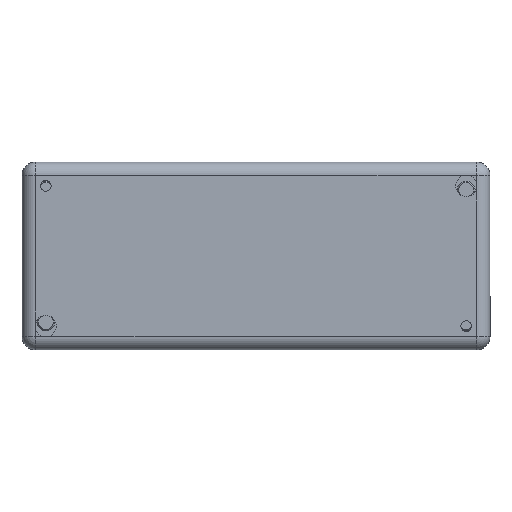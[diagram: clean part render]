
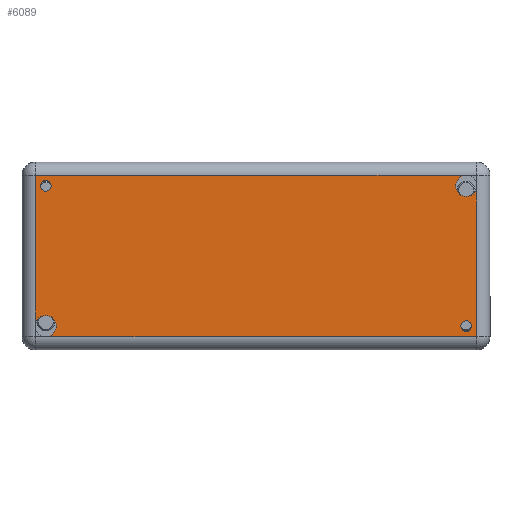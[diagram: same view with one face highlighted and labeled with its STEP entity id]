
A CAD part, front view. The second image highlights one B-rep face of the part: STEP entity #6089.
In plain terms, the highlighted planar face has unit normal (0, -1, 0).
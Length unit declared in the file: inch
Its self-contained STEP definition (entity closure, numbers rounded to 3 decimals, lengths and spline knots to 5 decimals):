
#2805 = CARTESIAN_POINT ( 'NONE',  ( -1.59, 0., 0.49 ) ) ;
#5420 = VERTEX_POINT ( 'NONE', #2805 ) ;
#5434 = VERTEX_POINT ( 'NONE', #7693 ) ;
#5436 = VERTEX_POINT ( 'NONE', #7689 ) ;
#5444 = EDGE_CURVE ( 'NONE', #5434, #5420, #7687, .T. ) ;
#5943 = EDGE_CURVE ( 'NONE', #6563, #6654, #11010, .T. ) ;
#5980 = VERTEX_POINT ( 'NONE', #10645 ) ;
#5981 = VERTEX_POINT ( 'NONE', #10633 ) ;
#5984 = VERTEX_POINT ( 'NONE', #11095 ) ;
#5987 = ORIENTED_EDGE ( 'NONE', *, *, #6660, .F. ) ;
#5989 = EDGE_CURVE ( 'NONE', #5980, #6046, #11084, .T. ) ;
#5992 = ORIENTED_EDGE ( 'NONE', *, *, #5989, .T. ) ;
#5995 = ORIENTED_EDGE ( 'NONE', *, *, #6045, .F. ) ;
#6032 = EDGE_CURVE ( 'NONE', #5984, #6063, #11181, .T. ) ;
#6033 = ORIENTED_EDGE ( 'NONE', *, *, #6090, .F. ) ;
#6035 = ORIENTED_EDGE ( 'NONE', *, *, #5943, .F. ) ;
#6043 = ORIENTED_EDGE ( 'NONE', *, *, #5444, .F. ) ;
#6045 = EDGE_CURVE ( 'NONE', #5981, #5436, #11166, .T. ) ;
#6046 = VERTEX_POINT ( 'NONE', #11173 ) ;
#6047 = EDGE_LOOP ( 'NONE', ( #6099, #6043 ) ) ;
#6050 = EDGE_LOOP ( 'NONE', ( #6098, #6088 ) ) ;
#6063 = VERTEX_POINT ( 'NONE', #11196 ) ;
#6065 = ORIENTED_EDGE ( 'NONE', *, *, #6067, .T. ) ;
#6066 = EDGE_CURVE ( 'NONE', #6046, #6654, #11207, .T. ) ;
#6067 = EDGE_CURVE ( 'NONE', #6063, #5436, #11195, .T. ) ;
#6084 = EDGE_CURVE ( 'NONE', #6571, #6569, #11226, .T. ) ;
#6087 = EDGE_LOOP ( 'NONE', ( #6105, #6035, #6033, #6119, #6065, #5995, #5987, #5992 ) ) ;
#6088 = ORIENTED_EDGE ( 'NONE', *, *, #6592, .F. ) ;
#6089 = ADVANCED_FACE ( 'NONE', ( #11243, #11272, #11271 ), #11242, .F. ) ;
#6090 = EDGE_CURVE ( 'NONE', #5984, #6563, #11275, .T. ) ;
#6098 = ORIENTED_EDGE ( 'NONE', *, *, #6084, .F. ) ;
#6099 = ORIENTED_EDGE ( 'NONE', *, *, #6102, .F. ) ;
#6102 = EDGE_CURVE ( 'NONE', #5420, #5434, #11256, .T. ) ;
#6105 = ORIENTED_EDGE ( 'NONE', *, *, #6066, .T. ) ;
#6119 = ORIENTED_EDGE ( 'NONE', *, *, #6032, .T. ) ;
#6563 = VERTEX_POINT ( 'NONE', #8426 ) ;
#6569 = VERTEX_POINT ( 'NONE', #8437 ) ;
#6571 = VERTEX_POINT ( 'NONE', #8439 ) ;
#6592 = EDGE_CURVE ( 'NONE', #6569, #6571, #8483, .T. ) ;
#6654 = VERTEX_POINT ( 'NONE', #8385 ) ;
#6660 = EDGE_CURVE ( 'NONE', #5980, #5981, #8123, .T. ) ;
#7677 = DIRECTION ( 'NONE',  ( 0., 0., -1. ) ) ;
#7678 = DIRECTION ( 'NONE',  ( 0., -1., 0. ) ) ;
#7679 = AXIS2_PLACEMENT_3D ( 'NONE', #7688, #7678, #7677 ) ;
#7687 = CIRCLE ( 'NONE', #7679, 0.04 ) ;
#7688 = CARTESIAN_POINT ( 'NONE',  ( -1.59, 0., 0.53 ) ) ;
#7689 = CARTESIAN_POINT ( 'NONE',  ( 1.67, 0., 0.53 ) ) ;
#7693 = CARTESIAN_POINT ( 'NONE',  ( -1.59, 0., 0.57 ) ) ;
#8123 = CIRCLE ( 'NONE', #8158, 0.08 ) ;
#8151 = DIRECTION ( 'NONE',  ( 0., -1., 0. ) ) ;
#8157 = CARTESIAN_POINT ( 'NONE',  ( 1.59, 0., 0.53 ) ) ;
#8158 = AXIS2_PLACEMENT_3D ( 'NONE', #8157, #8151, #8364 ) ;
#8364 = DIRECTION ( 'NONE',  ( 0., 0., -1. ) ) ;
#8385 = CARTESIAN_POINT ( 'NONE',  ( -1.67, 0., -0.53 ) ) ;
#8426 = CARTESIAN_POINT ( 'NONE',  ( -1.59, 0., -0.45 ) ) ;
#8437 = CARTESIAN_POINT ( 'NONE',  ( 1.59, 0., -0.49 ) ) ;
#8439 = CARTESIAN_POINT ( 'NONE',  ( 1.59, 0., -0.57 ) ) ;
#8461 = AXIS2_PLACEMENT_3D ( 'NONE', #8466, #8523, #8522 ) ;
#8466 = CARTESIAN_POINT ( 'NONE',  ( 1.59, 0., -0.53 ) ) ;
#8483 = CIRCLE ( 'NONE', #8461, 0.04 ) ;
#8522 = DIRECTION ( 'NONE',  ( 0., 0., -1. ) ) ;
#8523 = DIRECTION ( 'NONE',  ( 0., -1., 0. ) ) ;
#10633 = CARTESIAN_POINT ( 'NONE',  ( 1.59, 0., 0.45 ) ) ;
#10645 = CARTESIAN_POINT ( 'NONE',  ( 1.59, 0., 0.61 ) ) ;
#10922 = CARTESIAN_POINT ( 'NONE',  ( -1.59, 0., -0.53 ) ) ;
#10997 = DIRECTION ( 'NONE',  ( 0., 0., -1. ) ) ;
#10998 = DIRECTION ( 'NONE',  ( 0., -1., 0. ) ) ;
#11004 = AXIS2_PLACEMENT_3D ( 'NONE', #10922, #10998, #10997 ) ;
#11010 = CIRCLE ( 'NONE', #11004, 0.08 ) ;
#11075 = DIRECTION ( 'NONE',  ( -1., 0., 0. ) ) ;
#11076 = VECTOR ( 'NONE', #11075, 39.37008 ) ;
#11077 = CARTESIAN_POINT ( 'NONE',  ( -1.67, 0., 0.61 ) ) ;
#11084 = LINE ( 'NONE', #11077, #11076 ) ;
#11095 = CARTESIAN_POINT ( 'NONE',  ( -1.59, 0., -0.61 ) ) ;
#11161 = DIRECTION ( 'NONE',  ( 0., 0., -1. ) ) ;
#11164 = AXIS2_PLACEMENT_3D ( 'NONE', #11172, #11170, #11161 ) ;
#11166 = CIRCLE ( 'NONE', #11164, 0.08 ) ;
#11167 = DIRECTION ( 'NONE',  ( 1., 0., 0. ) ) ;
#11168 = VECTOR ( 'NONE', #11167, 39.37008 ) ;
#11169 = CARTESIAN_POINT ( 'NONE',  ( -1.67, 0., -0.61 ) ) ;
#11170 = DIRECTION ( 'NONE',  ( 0., -1., 0. ) ) ;
#11172 = CARTESIAN_POINT ( 'NONE',  ( 1.59, 0., 0.53 ) ) ;
#11173 = CARTESIAN_POINT ( 'NONE',  ( -1.67, 0., 0.61 ) ) ;
#11181 = LINE ( 'NONE', #11169, #11168 ) ;
#11194 = CARTESIAN_POINT ( 'NONE',  ( 1.67, 0., 0.61 ) ) ;
#11195 = LINE ( 'NONE', #11194, #11249 ) ;
#11196 = CARTESIAN_POINT ( 'NONE',  ( 1.67, 0., -0.61 ) ) ;
#11197 = DIRECTION ( 'NONE',  ( 0., 0., -1. ) ) ;
#11198 = CARTESIAN_POINT ( 'NONE',  ( -1.67, 0., 0.61 ) ) ;
#11207 = LINE ( 'NONE', #11198, #11252 ) ;
#11219 = DIRECTION ( 'NONE',  ( 0., -1., 0. ) ) ;
#11220 = CARTESIAN_POINT ( 'NONE',  ( 1.59, 0., -0.53 ) ) ;
#11221 = AXIS2_PLACEMENT_3D ( 'NONE', #11220, #11219, #11278 ) ;
#11224 = DIRECTION ( 'NONE',  ( 0., 0., 1. ) ) ;
#11225 = DIRECTION ( 'NONE',  ( 0., 1., 0. ) ) ;
#11226 = CIRCLE ( 'NONE', #11221, 0.04 ) ;
#11227 = AXIS2_PLACEMENT_3D ( 'NONE', #11276, #11225, #11224 ) ;
#11242 = PLANE ( 'NONE',  #11227 ) ;
#11243 = FACE_BOUND ( 'NONE', #6050, .T. ) ;
#11248 = DIRECTION ( 'NONE',  ( 0., 0., 1. ) ) ;
#11249 = VECTOR ( 'NONE', #11248, 39.37008 ) ;
#11252 = VECTOR ( 'NONE', #11197, 39.37008 ) ;
#11256 = CIRCLE ( 'NONE', #11301, 0.04 ) ;
#11260 = DIRECTION ( 'NONE',  ( 0., 0., -1. ) ) ;
#11261 = DIRECTION ( 'NONE',  ( 0., -1., 0. ) ) ;
#11264 = CARTESIAN_POINT ( 'NONE',  ( -1.59, 0., -0.53 ) ) ;
#11266 = AXIS2_PLACEMENT_3D ( 'NONE', #11264, #11261, #11260 ) ;
#11271 = FACE_OUTER_BOUND ( 'NONE', #6087, .T. ) ;
#11272 = FACE_BOUND ( 'NONE', #6047, .T. ) ;
#11275 = CIRCLE ( 'NONE', #11266, 0.08 ) ;
#11276 = CARTESIAN_POINT ( 'NONE',  ( -1.67, 0., 0.61 ) ) ;
#11278 = DIRECTION ( 'NONE',  ( 0., 0., -1. ) ) ;
#11298 = DIRECTION ( 'NONE',  ( 0., 0., -1. ) ) ;
#11299 = DIRECTION ( 'NONE',  ( 0., -1., 0. ) ) ;
#11300 = CARTESIAN_POINT ( 'NONE',  ( -1.59, 0., 0.53 ) ) ;
#11301 = AXIS2_PLACEMENT_3D ( 'NONE', #11300, #11299, #11298 ) ;
